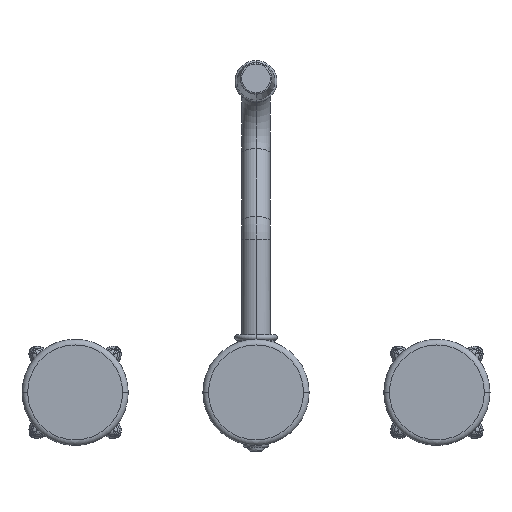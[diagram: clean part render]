
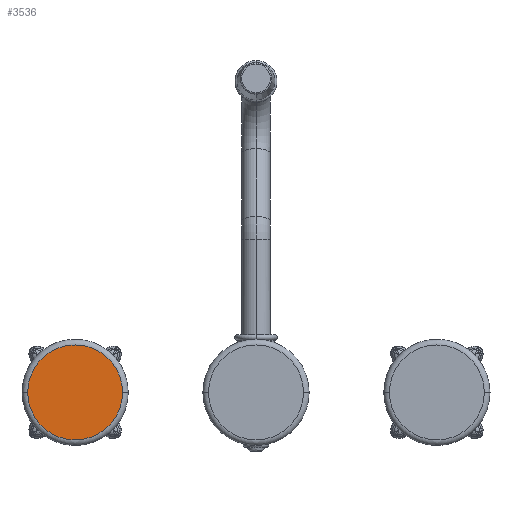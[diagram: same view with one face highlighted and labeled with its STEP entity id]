
A CAD part, front view. The second image highlights one B-rep face of the part: STEP entity #3536.
In plain terms, the highlighted planar face has unit normal (0, -1, 0).
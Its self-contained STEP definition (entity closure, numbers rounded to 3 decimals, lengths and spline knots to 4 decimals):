
#3463=CARTESIAN_POINT('',(-4.,0.,0.));
#3464=DIRECTION('',(0.,-1.,0.));
#3465=DIRECTION('',(1.,0.,0.));
#3466=AXIS2_PLACEMENT_3D('',#3463,#3464,#3465);
#3478=CARTESIAN_POINT('',(-4.,0.,0.));
#3479=DIRECTION('',(0.,1.,0.));
#3480=DIRECTION('',(1.,0.,0.));
#3481=AXIS2_PLACEMENT_3D('',#3478,#3479,#3480);
#3513=CARTESIAN_POINT('',(-2.95,0.,0.));
#3515=VERTEX_POINT('',#3513);
#3519=CARTESIAN_POINT('',(-5.05,0.,0.));
#3521=VERTEX_POINT('',#3519);
#3525=CARTESIAN_POINT('',(-4.,0.,0.));
#3526=DIRECTION('',(0.,-1.,0.));
#3527=DIRECTION('',(-1.,0.,0.));
#3528=AXIS2_PLACEMENT_3D('',#3525,#3526,#3527);
#3529=PLANE('',#3528);
#3531=ORIENTED_EDGE('',*,*,#3530,.F.);
#3533=ORIENTED_EDGE('',*,*,#3532,.T.);
#3534=EDGE_LOOP('',(#3531,#3533));
#3535=FACE_OUTER_BOUND('',#3534,.F.);
#3536=ADVANCED_FACE('',(#3535),#3529,.T.);
#3467=CIRCLE('',#3466,1.05);
#3482=CIRCLE('',#3481,1.05);
#3530=EDGE_CURVE('',#3515,#3521,#3467,.T.);
#3532=EDGE_CURVE('',#3515,#3521,#3482,.T.);
